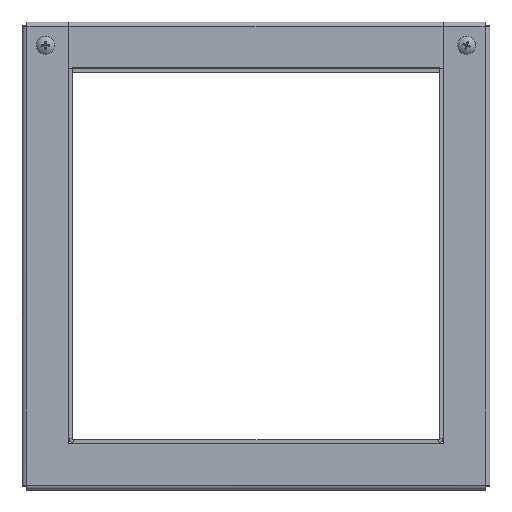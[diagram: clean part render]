
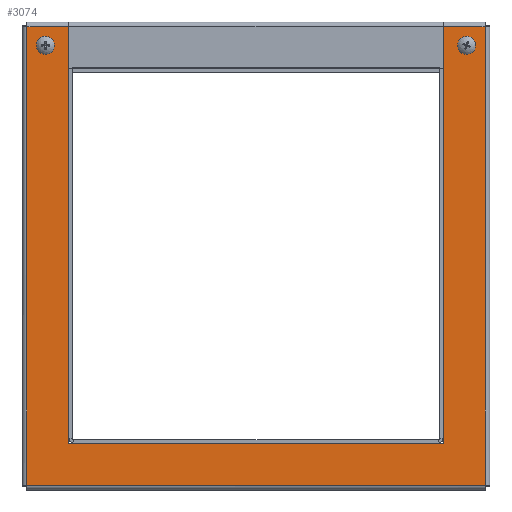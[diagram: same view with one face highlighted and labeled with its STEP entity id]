
A CAD part, top view. The second image highlights one B-rep face of the part: STEP entity #3074.
In plain terms, the highlighted planar face has unit normal (0, 0, 1).
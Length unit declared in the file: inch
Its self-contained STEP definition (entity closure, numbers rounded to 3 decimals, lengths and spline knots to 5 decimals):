
#111=PLANE('',#3276);
#231=LINE('',#4372,#495);
#247=LINE('',#4449,#511);
#262=LINE('',#4549,#526);
#277=LINE('',#4650,#541);
#293=LINE('',#4720,#557);
#308=LINE('',#4811,#572);
#311=LINE('',#4818,#575);
#312=LINE('',#4819,#576);
#495=VECTOR('',#3547,0.89475);
#511=VECTOR('',#3581,9.7895);
#526=VECTOR('',#3610,9.7895);
#541=VECTOR('',#3639,0.89475);
#557=VECTOR('',#3675,9.7895);
#572=VECTOR('',#3704,8.89475);
#575=VECTOR('',#3711,8.);
#576=VECTOR('',#3712,8.89475);
#780=FACE_BOUND('',#1074,.T.);
#781=FACE_BOUND('',#1075,.T.);
#866=FACE_OUTER_BOUND('',#1073,.T.);
#1073=EDGE_LOOP('',(#2215,#2216,#2217,#2218,#2219,#2220,#2221,#2222));
#1074=EDGE_LOOP('',(#2223));
#1075=EDGE_LOOP('',(#2224));
#1247=CIRCLE('',#3229,0.125);
#1249=CIRCLE('',#3232,0.125);
#1344=VERTEX_POINT('',#4358);
#1346=VERTEX_POINT('',#4363);
#1349=VERTEX_POINT('',#4369);
#1350=VERTEX_POINT('',#4371);
#1361=VERTEX_POINT('',#4448);
#1371=VERTEX_POINT('',#4548);
#1381=VERTEX_POINT('',#4641);
#1382=VERTEX_POINT('',#4649);
#1400=VERTEX_POINT('',#4809);
#1402=VERTEX_POINT('',#4817);
#1597=EDGE_CURVE('',#1344,#1344,#1247,.T.);
#1599=EDGE_CURVE('',#1346,#1346,#1249,.T.);
#1602=EDGE_CURVE('',#1350,#1349,#231,.T.);
#1622=EDGE_CURVE('',#1361,#1350,#247,.T.);
#1641=EDGE_CURVE('',#1371,#1361,#262,.T.);
#1660=EDGE_CURVE('',#1382,#1381,#277,.T.);
#1680=EDGE_CURVE('',#1381,#1371,#293,.T.);
#1698=EDGE_CURVE('',#1349,#1400,#308,.T.);
#1701=EDGE_CURVE('',#1400,#1402,#311,.T.);
#1702=EDGE_CURVE('',#1402,#1382,#312,.T.);
#2215=ORIENTED_EDGE('',*,*,#1602,.T.);
#2216=ORIENTED_EDGE('',*,*,#1698,.T.);
#2217=ORIENTED_EDGE('',*,*,#1701,.T.);
#2218=ORIENTED_EDGE('',*,*,#1702,.T.);
#2219=ORIENTED_EDGE('',*,*,#1660,.T.);
#2220=ORIENTED_EDGE('',*,*,#1680,.T.);
#2221=ORIENTED_EDGE('',*,*,#1641,.T.);
#2222=ORIENTED_EDGE('',*,*,#1622,.T.);
#2223=ORIENTED_EDGE('',*,*,#1597,.T.);
#2224=ORIENTED_EDGE('',*,*,#1599,.T.);
#3074=ADVANCED_FACE('',(#866,#780,#781),#111,.T.);
#3229=AXIS2_PLACEMENT_3D('',#4359,#3534,#3535);
#3232=AXIS2_PLACEMENT_3D('',#4364,#3540,#3541);
#3276=AXIS2_PLACEMENT_3D('',#4816,#3709,#3710);
#3534=DIRECTION('center_axis',(0.,0.,-1.));
#3535=DIRECTION('ref_axis',(-1.,0.,0.));
#3540=DIRECTION('center_axis',(0.,0.,-1.));
#3541=DIRECTION('ref_axis',(-1.,0.,0.));
#3547=DIRECTION('',(-1.,0.,0.));
#3581=DIRECTION('',(0.,1.,0.));
#3610=DIRECTION('',(1.,0.,0.));
#3639=DIRECTION('',(-1.,0.,0.));
#3675=DIRECTION('',(0.,-1.,0.));
#3704=DIRECTION('',(0.,-1.,0.));
#3709=DIRECTION('center_axis',(0.,0.,1.));
#3710=DIRECTION('ref_axis',(1.,0.,0.));
#3711=DIRECTION('',(-1.,0.,0.));
#3712=DIRECTION('',(0.,1.,0.));
#4358=CARTESIAN_POINT('',(-4.375,4.5,0.074));
#4359=CARTESIAN_POINT('Origin',(-4.5,4.5,0.074));
#4363=CARTESIAN_POINT('',(4.625,4.5,0.074));
#4364=CARTESIAN_POINT('Origin',(4.5,4.5,0.074));
#4369=CARTESIAN_POINT('',(4.,4.89475,0.074));
#4371=CARTESIAN_POINT('',(4.89475,4.89475,0.074));
#4372=CARTESIAN_POINT('',(2.44738,4.89475,0.074));
#4448=CARTESIAN_POINT('',(4.89475,-4.89475,0.074));
#4449=CARTESIAN_POINT('',(4.89475,-2.44738,0.074));
#4548=CARTESIAN_POINT('',(-4.89475,-4.89475,0.074));
#4549=CARTESIAN_POINT('',(-2.44738,-4.89475,0.074));
#4641=CARTESIAN_POINT('',(-4.89475,4.89475,0.074));
#4649=CARTESIAN_POINT('',(-4.,4.89475,0.074));
#4650=CARTESIAN_POINT('',(-2.,4.89475,0.074));
#4720=CARTESIAN_POINT('',(-4.89475,2.44738,0.074));
#4809=CARTESIAN_POINT('',(4.,-4.,0.074));
#4811=CARTESIAN_POINT('',(4.,2.5,0.074));
#4816=CARTESIAN_POINT('Origin',(0.,0.,
0.074));
#4817=CARTESIAN_POINT('',(-4.,-4.,0.074));
#4818=CARTESIAN_POINT('',(2.,-4.,0.074));
#4819=CARTESIAN_POINT('',(-4.,-2.,0.074));
